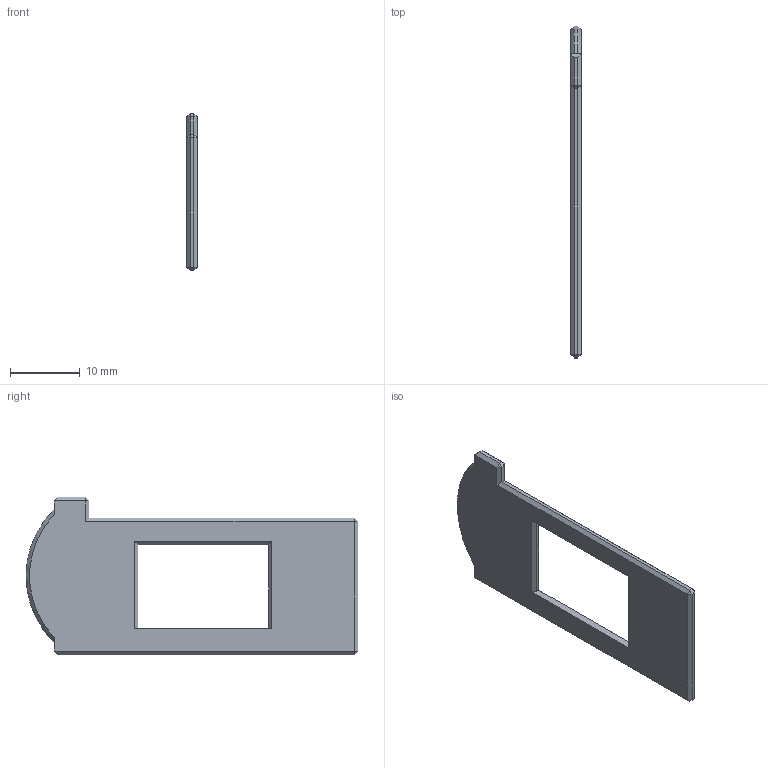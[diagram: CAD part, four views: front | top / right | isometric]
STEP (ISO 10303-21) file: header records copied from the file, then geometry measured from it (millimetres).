
FILE_DESCRIPTION(/* description */ (''),/* implementation_level */ '2;1');
FILE_NAME(/* name */ 'OBS-C-007 v12.step',/* time_stamp */ '2020-02-16T22:41:10+01:00',/* author */ (''),/* organization */ (''),/* preprocessor_version */ 'ST-DEVELOPER v18',/* originating_system */ 'Autodesk Translation Framework v8.12.0.6',/* authorisation */ '');
FILE_SCHEMA (('AUTOMOTIVE_DESIGN { 1 0 10303 214 3 1 1 }'));
Length unit declared in the file: millimetre
Products named in the file (1): OBS-C-007
Bounding box: 1.5 x 47.5 x 22.5 mm (x, y, z)
Volume: 990.7 mm3; surface area: 1567.1 mm2
Topology: 1 solids, 1 shells, 44 faces, 96 edges, 54 vertices
Faces by surface type: plane 41, cone 2, cylinder 1
Entity records: 1194 total; most frequent: CARTESIAN_POINT 203, ORIENTED_EDGE 192, DIRECTION 186, EDGE_CURVE 96, LINE 88, VECTOR 88, VERTEX_POINT 54, AXIS2_PLACEMENT_3D 49
